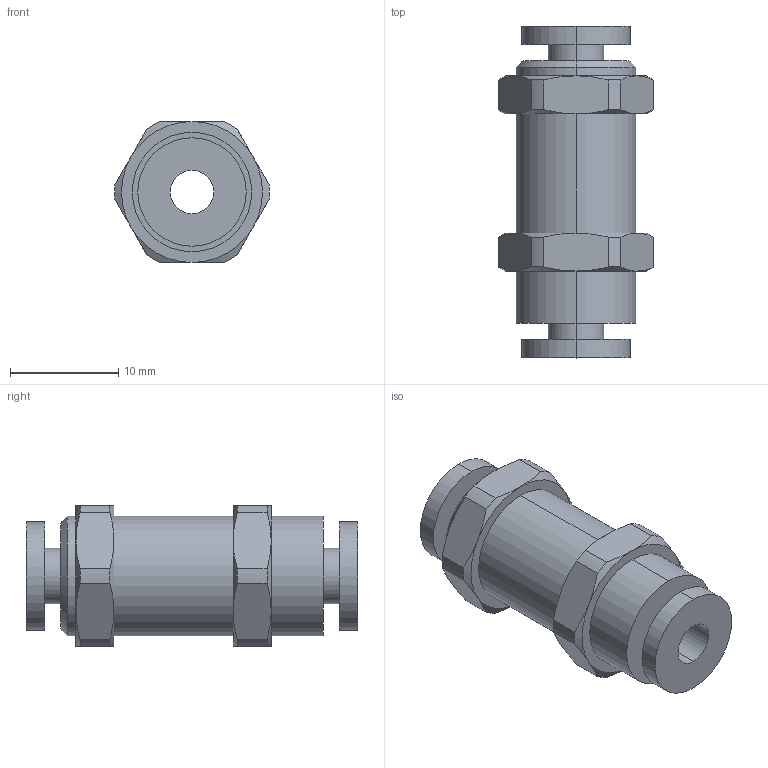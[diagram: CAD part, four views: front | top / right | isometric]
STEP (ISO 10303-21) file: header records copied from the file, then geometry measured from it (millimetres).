
FILE_DESCRIPTION(('HOOPS Exchange Step'),'2;1');
FILE_NAME('export-CA6C2EBD-1221-420A-9121-AA3C169C315C.stp','2021-05-16T13:25:14+02:00',('Engineering'),('Alibre'),'HOOPS Exchange 2020.1','Alibre','Unknown authorisation');
FILE_SCHEMA( ('AP242_MANAGED_MODEL_BASED_3D_ENGINEERING_MIM_LF {1 0 10303 442 1 1 4 }') );
Length unit declared in the file: millimetre
Products named in the file (1): 5605 2L11001 RL10 Ø4 Straight Intermediate Bulkhead connector 4mm to 4mm hose
Bounding box: 14.29 x 30.6 x 13 mm (x, y, z)
Volume: 2579.8 mm3; surface area: 2001.9 mm2
Topology: 1 solids, 1 shells, 76 faces, 172 edges, 106 vertices
Faces by surface type: cylinder 28, cone 26, plane 22
Entity records: 2135 total; most frequent: CARTESIAN_POINT 452, DIRECTION 362, ORIENTED_EDGE 344, EDGE_CURVE 172, AXIS2_PLACEMENT_3D 160, VERTEX_POINT 106, EDGE_LOOP 86, FACE_BOUND 86
